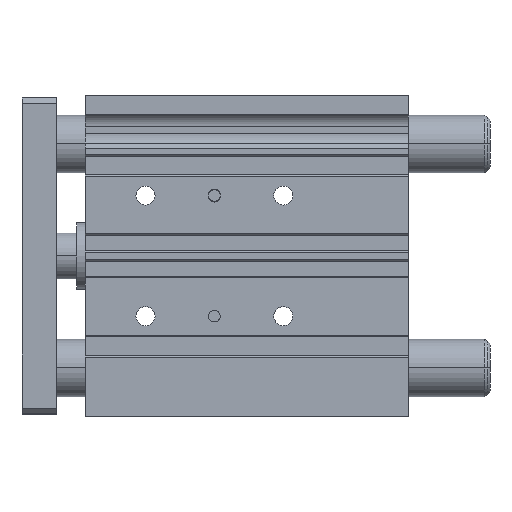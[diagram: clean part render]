
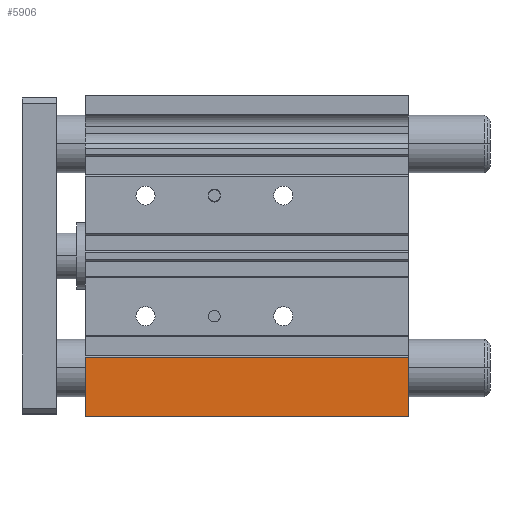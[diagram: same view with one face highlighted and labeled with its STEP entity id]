
A CAD part, top view. The second image highlights one B-rep face of the part: STEP entity #5906.
In plain terms, the highlighted planar face has unit normal (0, 0, 1).
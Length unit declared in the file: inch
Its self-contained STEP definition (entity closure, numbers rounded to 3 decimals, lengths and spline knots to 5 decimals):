
#114 = VERTEX_POINT ( 'NONE', #2930 ) ;
#239 = VECTOR ( 'NONE', #5231, 39.37008 ) ;
#249 = LINE ( 'NONE', #1922, #1803 ) ;
#754 = VERTEX_POINT ( 'NONE', #8245 ) ;
#897 = CARTESIAN_POINT ( 'NONE',  ( 0., -1.3878, 0.94488 ) ) ;
#1637 = ORIENTED_EDGE ( 'NONE', *, *, #5799, .F. ) ;
#1803 = VECTOR ( 'NONE', #7691, 39.37008 ) ;
#1922 = CARTESIAN_POINT ( 'NONE',  ( 4.42913, -1.3878, 0.94488 ) ) ;
#2404 = AXIS2_PLACEMENT_3D ( 'NONE', #4676, #10086, #7411 ) ;
#2551 = ORIENTED_EDGE ( 'NONE', *, *, #7885, .F. ) ;
#2718 = LINE ( 'NONE', #897, #7493 ) ;
#2930 = CARTESIAN_POINT ( 'NONE',  ( 4.42913, -1.3878, 0.94488 ) ) ;
#4266 = ORIENTED_EDGE ( 'NONE', *, *, #5053, .T. ) ;
#4495 = VERTEX_POINT ( 'NONE', #7234 ) ;
#4676 = CARTESIAN_POINT ( 'NONE',  ( 4.42913, -1.3878, 0.94488 ) ) ;
#5053 = EDGE_CURVE ( 'NONE', #4495, #754, #2718, .T. ) ;
#5210 = ORIENTED_EDGE ( 'NONE', *, *, #8047, .T. ) ;
#5231 = DIRECTION ( 'NONE',  ( -1., 0., 0. ) ) ;
#5737 = VERTEX_POINT ( 'NONE', #11424 ) ;
#5799 = EDGE_CURVE ( 'NONE', #5737, #754, #10694, .T. ) ;
#5906 = ADVANCED_FACE ( 'NONE', ( #8278 ), #8385, .F. ) ;
#6833 = DIRECTION ( 'NONE',  ( -1., 0., 0. ) ) ;
#7234 = CARTESIAN_POINT ( 'NONE',  ( 0., -1.3878, 0.94488 ) ) ;
#7281 = VECTOR ( 'NONE', #6833, 39.37008 ) ;
#7411 = DIRECTION ( 'NONE',  ( 0., -1., 0. ) ) ;
#7493 = VECTOR ( 'NONE', #11157, 39.37008 ) ;
#7691 = DIRECTION ( 'NONE',  ( 0., -1., 0. ) ) ;
#7885 = EDGE_CURVE ( 'NONE', #114, #5737, #249, .T. ) ;
#7974 = CARTESIAN_POINT ( 'NONE',  ( 4.42913, -2.20472, 0.94488 ) ) ;
#7988 = LINE ( 'NONE', #10660, #7281 ) ;
#8047 = EDGE_CURVE ( 'NONE', #114, #4495, #7988, .T. ) ;
#8245 = CARTESIAN_POINT ( 'NONE',  ( 0., -2.20472, 0.94488 ) ) ;
#8278 = FACE_OUTER_BOUND ( 'NONE', #9364, .T. ) ;
#8385 = PLANE ( 'NONE',  #2404 ) ;
#9364 = EDGE_LOOP ( 'NONE', ( #4266, #1637, #2551, #5210 ) ) ;
#10086 = DIRECTION ( 'NONE',  ( 0., 0., -1. ) ) ;
#10660 = CARTESIAN_POINT ( 'NONE',  ( 4.42913, -1.3878, 0.94488 ) ) ;
#10694 = LINE ( 'NONE', #7974, #239 ) ;
#11157 = DIRECTION ( 'NONE',  ( 0., -1., 0. ) ) ;
#11424 = CARTESIAN_POINT ( 'NONE',  ( 4.42913, -2.20472, 0.94488 ) ) ;
